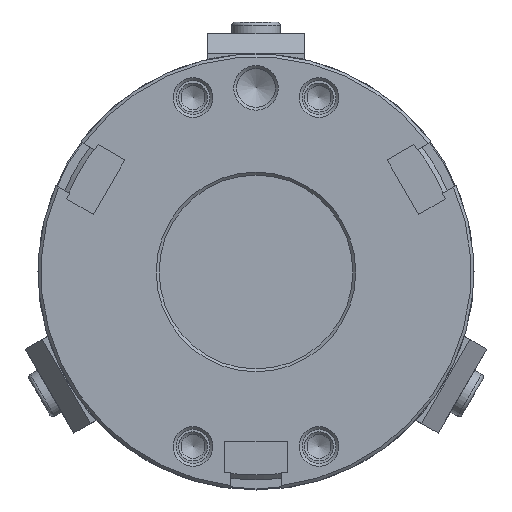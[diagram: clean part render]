
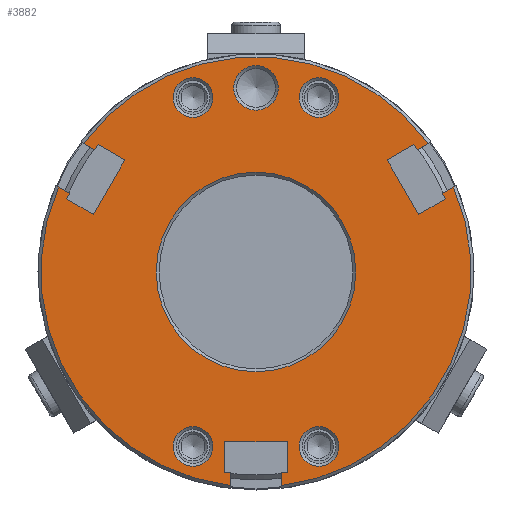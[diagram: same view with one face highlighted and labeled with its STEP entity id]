
A CAD part, front view. The second image highlights one B-rep face of the part: STEP entity #3882.
In plain terms, the highlighted planar face has unit normal (0, -1, 0).
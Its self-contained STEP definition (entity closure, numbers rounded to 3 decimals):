
#128=PLANE('',#4115);
#260=LINE('',#5374,#530);
#264=LINE('',#5387,#534);
#267=LINE('',#5393,#537);
#270=LINE('',#5399,#540);
#273=LINE('',#5405,#543);
#276=LINE('',#5411,#546);
#280=LINE('',#5424,#550);
#284=LINE('',#5451,#554);
#288=LINE('',#5464,#558);
#291=LINE('',#5470,#561);
#294=LINE('',#5476,#564);
#297=LINE('',#5482,#567);
#300=LINE('',#5488,#570);
#304=LINE('',#5501,#574);
#310=LINE('',#5529,#580);
#316=LINE('',#5562,#586);
#321=LINE('',#5577,#591);
#324=LINE('',#5583,#594);
#327=LINE('',#5589,#597);
#330=LINE('',#5595,#600);
#332=LINE('',#5598,#602);
#530=VECTOR('',#4449,1000.);
#534=VECTOR('',#4455,1000.);
#537=VECTOR('',#4460,1000.);
#540=VECTOR('',#4465,1000.);
#543=VECTOR('',#4470,1000.);
#546=VECTOR('',#4475,1000.);
#550=VECTOR('',#4481,1000.);
#554=VECTOR('',#4487,1000.);
#558=VECTOR('',#4493,1000.);
#561=VECTOR('',#4498,1000.);
#564=VECTOR('',#4503,1000.);
#567=VECTOR('',#4508,1000.);
#570=VECTOR('',#4513,1000.);
#574=VECTOR('',#4519,1000.);
#580=VECTOR('',#4527,1000.);
#586=VECTOR('',#4535,1000.);
#591=VECTOR('',#4542,1000.);
#594=VECTOR('',#4547,1000.);
#597=VECTOR('',#4552,1000.);
#600=VECTOR('',#4557,1000.);
#602=VECTOR('',#4561,1000.);
#811=CIRCLE('',#4097,22.2);
#812=CIRCLE('',#4099,22.2);
#821=CIRCLE('',#4114,22.2);
#822=CIRCLE('',#4116,10.3);
#823=CIRCLE('',#4117,2.05);
#824=CIRCLE('',#4118,2.05);
#825=CIRCLE('',#4119,2.05);
#826=CIRCLE('',#4120,2.05);
#827=CIRCLE('',#4121,2.3);
#1145=ORIENTED_EDGE('',*,*,#1878,.F.);
#1146=ORIENTED_EDGE('',*,*,#1879,.F.);
#1147=ORIENTED_EDGE('',*,*,#1880,.F.);
#1148=ORIENTED_EDGE('',*,*,#1881,.F.);
#1149=ORIENTED_EDGE('',*,*,#1882,.F.);
#1150=ORIENTED_EDGE('',*,*,#1883,.F.);
#1151=ORIENTED_EDGE('',*,*,#1845,.T.);
#1152=ORIENTED_EDGE('',*,*,#1877,.T.);
#1153=ORIENTED_EDGE('',*,*,#1826,.F.);
#1154=ORIENTED_EDGE('',*,*,#1821,.F.);
#1155=ORIENTED_EDGE('',*,*,#1818,.F.);
#1156=ORIENTED_EDGE('',*,*,#1815,.F.);
#1157=ORIENTED_EDGE('',*,*,#1812,.F.);
#1158=ORIENTED_EDGE('',*,*,#1809,.F.);
#1159=ORIENTED_EDGE('',*,*,#1804,.T.);
#1160=ORIENTED_EDGE('',*,*,#1868,.T.);
#1161=ORIENTED_EDGE('',*,*,#1796,.F.);
#1162=ORIENTED_EDGE('',*,*,#1791,.F.);
#1163=ORIENTED_EDGE('',*,*,#1788,.F.);
#1164=ORIENTED_EDGE('',*,*,#1785,.F.);
#1165=ORIENTED_EDGE('',*,*,#1782,.F.);
#1166=ORIENTED_EDGE('',*,*,#1779,.F.);
#1167=ORIENTED_EDGE('',*,*,#1774,.T.);
#1168=ORIENTED_EDGE('',*,*,#1867,.T.);
#1169=ORIENTED_EDGE('',*,*,#1835,.F.);
#1170=ORIENTED_EDGE('',*,*,#1851,.F.);
#1171=ORIENTED_EDGE('',*,*,#1854,.F.);
#1172=ORIENTED_EDGE('',*,*,#1857,.F.);
#1173=ORIENTED_EDGE('',*,*,#1860,.F.);
#1174=ORIENTED_EDGE('',*,*,#1862,.F.);
#1774=EDGE_CURVE('',#2165,#2164,#260,.T.);
#1779=EDGE_CURVE('',#2165,#2169,#264,.T.);
#1782=EDGE_CURVE('',#2169,#2171,#267,.T.);
#1785=EDGE_CURVE('',#2171,#2173,#270,.T.);
#1788=EDGE_CURVE('',#2173,#2175,#273,.T.);
#1791=EDGE_CURVE('',#2175,#2177,#276,.T.);
#1796=EDGE_CURVE('',#2177,#2181,#280,.T.);
#1804=EDGE_CURVE('',#2187,#2186,#284,.T.);
#1809=EDGE_CURVE('',#2187,#2191,#288,.T.);
#1812=EDGE_CURVE('',#2191,#2193,#291,.T.);
#1815=EDGE_CURVE('',#2193,#2195,#294,.T.);
#1818=EDGE_CURVE('',#2195,#2197,#297,.T.);
#1821=EDGE_CURVE('',#2197,#2199,#300,.T.);
#1826=EDGE_CURVE('',#2199,#2203,#304,.T.);
#1835=EDGE_CURVE('',#2211,#2212,#310,.T.);
#1845=EDGE_CURVE('',#2222,#2221,#316,.T.);
#1851=EDGE_CURVE('',#2226,#2211,#321,.T.);
#1854=EDGE_CURVE('',#2228,#2226,#324,.T.);
#1857=EDGE_CURVE('',#2230,#2228,#327,.T.);
#1860=EDGE_CURVE('',#2232,#2230,#330,.T.);
#1862=EDGE_CURVE('',#2222,#2232,#332,.T.);
#1867=EDGE_CURVE('',#2164,#2212,#811,.T.);
#1868=EDGE_CURVE('',#2186,#2181,#812,.T.);
#1877=EDGE_CURVE('',#2221,#2203,#821,.T.);
#1878=EDGE_CURVE('',#2235,#2235,#822,.F.);
#1879=EDGE_CURVE('',#2236,#2236,#823,.T.);
#1880=EDGE_CURVE('',#2237,#2237,#824,.T.);
#1881=EDGE_CURVE('',#2238,#2238,#825,.T.);
#1882=EDGE_CURVE('',#2239,#2239,#826,.T.);
#1883=EDGE_CURVE('',#2240,#2240,#827,.T.);
#2164=VERTEX_POINT('',#5373);
#2165=VERTEX_POINT('',#5375);
#2169=VERTEX_POINT('',#5388);
#2171=VERTEX_POINT('',#5394);
#2173=VERTEX_POINT('',#5400);
#2175=VERTEX_POINT('',#5406);
#2177=VERTEX_POINT('',#5412);
#2181=VERTEX_POINT('',#5425);
#2186=VERTEX_POINT('',#5450);
#2187=VERTEX_POINT('',#5452);
#2191=VERTEX_POINT('',#5465);
#2193=VERTEX_POINT('',#5471);
#2195=VERTEX_POINT('',#5477);
#2197=VERTEX_POINT('',#5483);
#2199=VERTEX_POINT('',#5489);
#2203=VERTEX_POINT('',#5502);
#2211=VERTEX_POINT('',#5528);
#2212=VERTEX_POINT('',#5530);
#2221=VERTEX_POINT('',#5561);
#2222=VERTEX_POINT('',#5563);
#2226=VERTEX_POINT('',#5576);
#2228=VERTEX_POINT('',#5582);
#2230=VERTEX_POINT('',#5588);
#2232=VERTEX_POINT('',#5594);
#2235=VERTEX_POINT('',#5629);
#2236=VERTEX_POINT('',#5631);
#2237=VERTEX_POINT('',#5633);
#2238=VERTEX_POINT('',#5635);
#2239=VERTEX_POINT('',#5637);
#2240=VERTEX_POINT('',#5639);
#2463=EDGE_LOOP('',(#1145));
#2464=EDGE_LOOP('',(#1146));
#2465=EDGE_LOOP('',(#1147));
#2466=EDGE_LOOP('',(#1148));
#2467=EDGE_LOOP('',(#1149));
#2468=EDGE_LOOP('',(#1150));
#2469=EDGE_LOOP('',(#1151,#1152,#1153,#1154,#1155,#1156,#1157,#1158,#1159,
#1160,#1161,#1162,#1163,#1164,#1165,#1166,#1167,#1168,#1169,#1170,#1171,
#1172,#1173,#1174));
#2703=FACE_BOUND('',#2463,.T.);
#2704=FACE_BOUND('',#2464,.T.);
#2705=FACE_BOUND('',#2465,.T.);
#2706=FACE_BOUND('',#2466,.T.);
#2707=FACE_BOUND('',#2467,.T.);
#2708=FACE_BOUND('',#2468,.T.);
#2709=FACE_BOUND('',#2469,.T.);
#3882=ADVANCED_FACE('',(#2703,#2704,#2705,#2706,#2707,#2708,#2709),#128,
 .F.);
#4097=AXIS2_PLACEMENT_3D('',#5607,#4578,#4579);
#4099=AXIS2_PLACEMENT_3D('',#5609,#4582,#4583);
#4114=AXIS2_PLACEMENT_3D('',#5626,#4612,#4613);
#4115=AXIS2_PLACEMENT_3D('',#5627,#4614,#4615);
#4116=AXIS2_PLACEMENT_3D('',#5628,#4616,#4617);
#4117=AXIS2_PLACEMENT_3D('',#5630,#4618,#4619);
#4118=AXIS2_PLACEMENT_3D('',#5632,#4620,#4621);
#4119=AXIS2_PLACEMENT_3D('',#5634,#4622,#4623);
#4120=AXIS2_PLACEMENT_3D('',#5636,#4624,#4625);
#4121=AXIS2_PLACEMENT_3D('',#5638,#4626,#4627);
#4449=DIRECTION('',(-0.866,0.,0.5));
#4455=DIRECTION('',(-0.5,0.,-0.866));
#4460=DIRECTION('',(0.866,0.,-0.5));
#4465=DIRECTION('',(0.5,0.,0.866));
#4470=DIRECTION('',(-0.866,0.,0.5));
#4475=DIRECTION('',(-0.5,0.,-0.866));
#4481=DIRECTION('',(-0.866,0.,0.5));
#4487=DIRECTION('',(0.866,0.,0.5));
#4493=DIRECTION('',(-0.5,0.,0.866));
#4498=DIRECTION('',(-0.866,0.,-0.5));
#4503=DIRECTION('',(0.5,0.,-0.866));
#4508=DIRECTION('',(0.866,0.,0.5));
#4513=DIRECTION('',(-0.5,0.,0.866));
#4519=DIRECTION('',(0.866,0.,0.5));
#4527=DIRECTION('',(0.,0.,-1.));
#4535=DIRECTION('',(0.,0.,-1.));
#4542=DIRECTION('',(1.,0.,0.));
#4547=DIRECTION('',(0.,0.,-1.));
#4552=DIRECTION('',(-1.,0.,0.));
#4557=DIRECTION('',(0.,0.,1.));
#4561=DIRECTION('',(1.,0.,0.));
#4578=DIRECTION('',(0.,-1.,0.));
#4579=DIRECTION('',(0.,0.,-1.));
#4582=DIRECTION('',(0.,-1.,0.));
#4583=DIRECTION('',(0.,0.,-1.));
#4612=DIRECTION('',(0.,-1.,0.));
#4613=DIRECTION('',(0.,0.,-1.));
#4614=DIRECTION('',(0.,1.,0.));
#4615=DIRECTION('',(0.,0.,1.));
#4616=DIRECTION('',(0.,1.,0.));
#4617=DIRECTION('',(0.,0.,1.));
#4618=DIRECTION('',(0.,-1.,0.));
#4619=DIRECTION('',(0.,0.,-1.));
#4620=DIRECTION('',(0.,-1.,0.));
#4621=DIRECTION('',(0.,0.,-1.));
#4622=DIRECTION('',(0.,-1.,0.));
#4623=DIRECTION('',(0.,0.,-1.));
#4624=DIRECTION('',(0.,-1.,0.));
#4625=DIRECTION('',(0.,0.,-1.));
#4626=DIRECTION('',(0.,-1.,0.));
#4627=DIRECTION('',(0.,0.,-1.));
#5373=CARTESIAN_POINT('',(-20.393,0.,8.772));
#5374=CARTESIAN_POINT('',(15.35,0.,-11.865));
#5375=CARTESIAN_POINT('',(-19.227,0.,8.098));
#5387=CARTESIAN_POINT('',(-19.227,0.,8.098));
#5388=CARTESIAN_POINT('',(-19.552,0.,7.535));
#5393=CARTESIAN_POINT('',(-19.552,0.,7.535));
#5394=CARTESIAN_POINT('',(-16.78,0.,5.935));
#5399=CARTESIAN_POINT('',(-16.78,0.,5.935));
#5400=CARTESIAN_POINT('',(-13.53,0.,11.565));
#5405=CARTESIAN_POINT('',(-13.53,0.,11.565));
#5406=CARTESIAN_POINT('',(-16.302,0.,13.165));
#5411=CARTESIAN_POINT('',(-16.302,0.,13.165));
#5412=CARTESIAN_POINT('',(-16.627,0.,12.602));
#5424=CARTESIAN_POINT('',(-16.627,0.,12.602));
#5425=CARTESIAN_POINT('',(-17.793,0.,13.275));
#5450=CARTESIAN_POINT('',(17.793,0.,13.275));
#5451=CARTESIAN_POINT('',(15.35,0.,11.865));
#5452=CARTESIAN_POINT('',(16.627,0.,12.602));
#5464=CARTESIAN_POINT('',(16.627,0.,12.602));
#5465=CARTESIAN_POINT('',(16.302,0.,13.165));
#5470=CARTESIAN_POINT('',(16.302,0.,13.165));
#5471=CARTESIAN_POINT('',(13.53,0.,11.565));
#5476=CARTESIAN_POINT('',(13.53,0.,11.565));
#5477=CARTESIAN_POINT('',(16.78,0.,5.935));
#5482=CARTESIAN_POINT('',(16.78,0.,5.935));
#5483=CARTESIAN_POINT('',(19.552,0.,7.535));
#5488=CARTESIAN_POINT('',(19.552,0.,7.535));
#5489=CARTESIAN_POINT('',(19.227,0.,8.098));
#5501=CARTESIAN_POINT('',(19.227,0.,8.098));
#5502=CARTESIAN_POINT('',(20.393,0.,8.772));
#5528=CARTESIAN_POINT('',(-2.6,0.,-20.7));
#5529=CARTESIAN_POINT('',(-2.6,0.,-20.7));
#5530=CARTESIAN_POINT('',(-2.6,0.,-22.047));
#5561=CARTESIAN_POINT('',(2.6,0.,-22.047));
#5562=CARTESIAN_POINT('',(2.6,0.,0.));
#5563=CARTESIAN_POINT('',(2.6,0.,-20.7));
#5576=CARTESIAN_POINT('',(-3.25,0.,-20.7));
#5577=CARTESIAN_POINT('',(-3.25,0.,-20.7));
#5582=CARTESIAN_POINT('',(-3.25,0.,-17.5));
#5583=CARTESIAN_POINT('',(-3.25,0.,-17.5));
#5588=CARTESIAN_POINT('',(3.25,0.,-17.5));
#5589=CARTESIAN_POINT('',(3.25,0.,-17.5));
#5594=CARTESIAN_POINT('',(3.25,0.,-20.7));
#5595=CARTESIAN_POINT('',(3.25,0.,-20.7));
#5598=CARTESIAN_POINT('',(2.6,0.,-20.7));
#5607=CARTESIAN_POINT('',(0.,0.,0.));
#5609=CARTESIAN_POINT('',(0.,0.,0.));
#5626=CARTESIAN_POINT('',(0.,0.,0.));
#5627=CARTESIAN_POINT('',(22.2,0.,0.));
#5628=CARTESIAN_POINT('',(0.,0.,0.));
#5629=CARTESIAN_POINT('',(0.,0.,10.3));
#5630=CARTESIAN_POINT('',(-6.5,0.,-18.));
#5631=CARTESIAN_POINT('',(-6.5,0.,-20.05));
#5632=CARTESIAN_POINT('',(-6.5,0.,18.));
#5633=CARTESIAN_POINT('',(-6.5,0.,15.95));
#5634=CARTESIAN_POINT('',(6.5,0.,-18.));
#5635=CARTESIAN_POINT('',(6.5,0.,-20.05));
#5636=CARTESIAN_POINT('',(6.5,0.,18.));
#5637=CARTESIAN_POINT('',(6.5,0.,15.95));
#5638=CARTESIAN_POINT('',(0.,0.,19.));
#5639=CARTESIAN_POINT('',(0.,0.,16.7));
